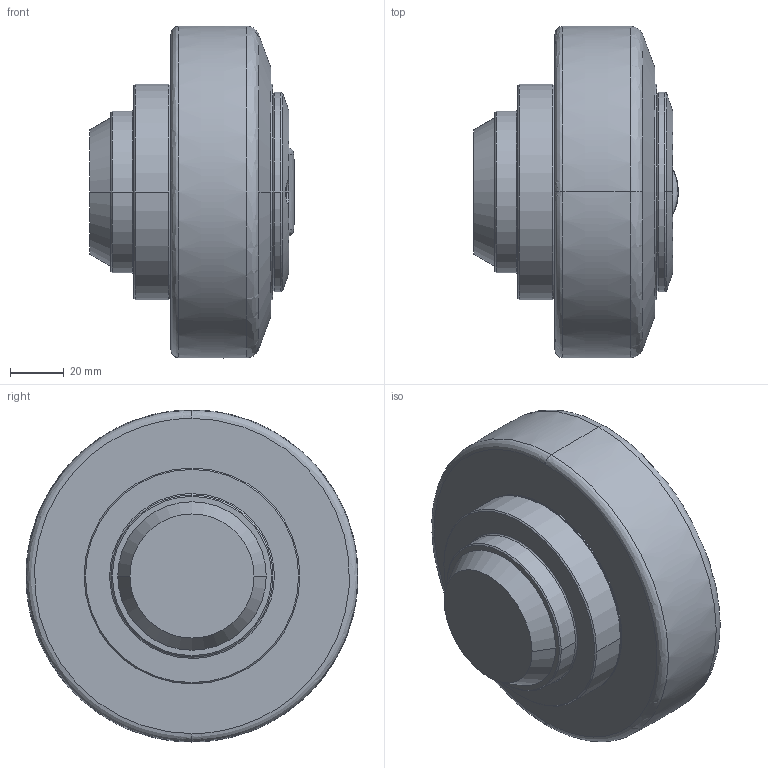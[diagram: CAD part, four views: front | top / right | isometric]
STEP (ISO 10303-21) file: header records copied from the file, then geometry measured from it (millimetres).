
FILE_DESCRIPTION (( 'STEP AP214' ), '1' );
FILE_NAME ('TR-120.0300-Rollco.step', '2023-04-28T07:38:55', ( '' ), ( '' ), 'SwSTEP 2.0', 'SolidWorks 2010', '' );
FILE_SCHEMA (( 'AUTOMOTIVE_DESIGN' ));
Length unit declared in the file: millimetre
Products named in the file (1): TR-120.0300-Rollco
Bounding box: 75.78 x 122.97 x 123 mm (x, y, z)
Volume: 558932.5 mm3; surface area: 42886.5 mm2
Topology: 1 solids, 1 shells, 78 faces, 181 edges, 114 vertices
Faces by surface type: cylinder 26, cone 22, bspline 14, plane 12, torus 4
Entity records: 3021 total; most frequent: CARTESIAN_POINT 979, DIRECTION 420, ORIENTED_EDGE 362, AXIS2_PLACEMENT_3D 186, EDGE_CURVE 181, CIRCLE 121, VERTEX_POINT 114, EDGE_LOOP 87
